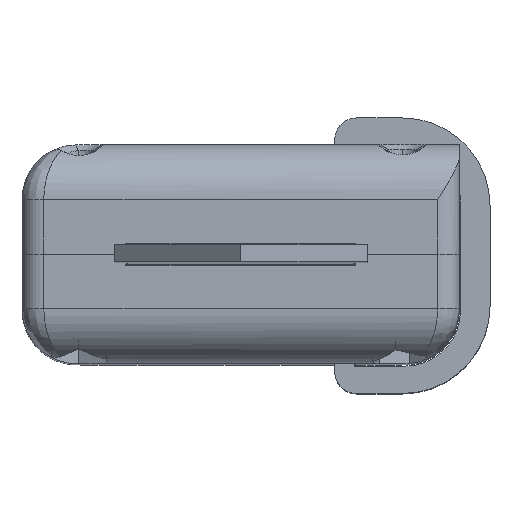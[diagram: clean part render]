
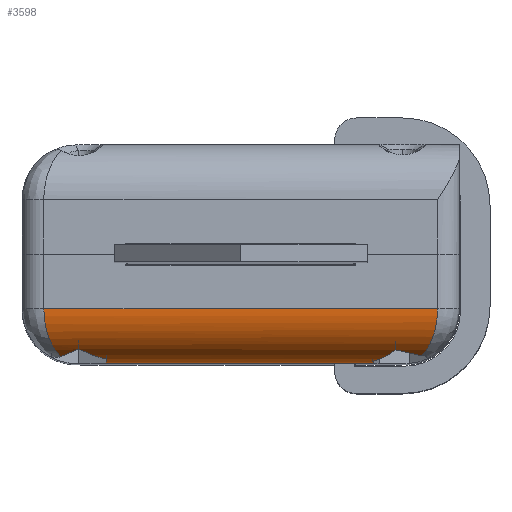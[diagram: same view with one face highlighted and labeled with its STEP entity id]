
A CAD part, top view. The second image highlights one B-rep face of the part: STEP entity #3598.
In plain terms, the highlighted cylindrical face has radius 5 mm (diameter 10 mm), a partial arc.
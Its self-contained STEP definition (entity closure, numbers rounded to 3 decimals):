
#214 = VERTEX_POINT ( 'NONE', #6374 ) ;
#424 =( BOUNDED_CURVE ( )  B_SPLINE_CURVE ( 3, ( #5009, #494, #2047, #3613 ),
 .UNSPECIFIED., .F., .F. ) 
 B_SPLINE_CURVE_WITH_KNOTS ( ( 4, 4 ),
 ( 1.3, 1.571 ),
 .UNSPECIFIED. ) 
 CURVE ( )  GEOMETRIC_REPRESENTATION_ITEM ( )  RATIONAL_B_SPLINE_CURVE ( ( 1., 0.994, 0.994, 1. ) ) 
 REPRESENTATION_ITEM ( '' )  );
#462 = VERTEX_POINT ( 'NONE', #4908 ) ;
#494 = CARTESIAN_POINT ( 'NONE',  ( 12.139, 0.061, 35.901 ) ) ;
#584 = VERTEX_POINT ( 'NONE', #9448 ) ;
#619 = VERTEX_POINT ( 'NONE', #7269 ) ;
#637 = CARTESIAN_POINT ( 'NONE',  ( -16.458, 0.63, 37.43 ) ) ;
#726 = EDGE_LOOP ( 'NONE', ( #7988, #1870, #7995, #3661, #9120, #2508, #1050, #5832, #2684, #6755 ) ) ;
#824 = CARTESIAN_POINT ( 'NONE',  ( 15.695, 0.874, 37.841 ) ) ;
#848 = AXIS2_PLACEMENT_3D ( 'NONE', #6216, #7720, #4000 ) ;
#952 = CARTESIAN_POINT ( 'NONE',  ( 18., 5., 40. ) ) ;
#996 =( BOUNDED_CURVE ( )  B_SPLINE_CURVE ( 3, ( #6689, #7532, #6062, #5301 ),
 .UNSPECIFIED., .F., .F. ) 
 B_SPLINE_CURVE_WITH_KNOTS ( ( 4, 4 ),
 ( 3.989, 4.442 ),
 .UNSPECIFIED. ) 
 CURVE ( )  GEOMETRIC_REPRESENTATION_ITEM ( )  RATIONAL_B_SPLINE_CURVE ( ( 1., 0.983, 0.983, 1. ) ) 
 REPRESENTATION_ITEM ( '' )  );
#1023 = CARTESIAN_POINT ( 'NONE',  ( -17.434, 1.534, 39.056 ) ) ;
#1050 = ORIENTED_EDGE ( 'NONE', *, *, #6665, .F. ) ;
#1699 = CARTESIAN_POINT ( 'NONE',  ( 12.349, 0., 35. ) ) ;
#1714 = CARTESIAN_POINT ( 'NONE',  ( 14.143, 1.253, 38.311 ) ) ;
#1870 = ORIENTED_EDGE ( 'NONE', *, *, #2680, .T. ) ;
#1891 = VERTEX_POINT ( 'NONE', #1714 ) ;
#2047 = CARTESIAN_POINT ( 'NONE',  ( 12.244, 0., 35.452 ) ) ;
#2433 = CARTESIAN_POINT ( 'NONE',  ( 18., 3.206, 40. ) ) ;
#2508 = ORIENTED_EDGE ( 'NONE', *, *, #6942, .F. ) ;
#2680 = EDGE_CURVE ( 'NONE', #214, #5368, #6958, .T. ) ;
#2684 = ORIENTED_EDGE ( 'NONE', *, *, #4754, .F. ) ;
#3062 =( BOUNDED_CURVE ( )  B_SPLINE_CURVE ( 3, ( #9788, #824, #3777, #6784 ),
 .UNSPECIFIED., .F., .F. ) 
 B_SPLINE_CURVE_WITH_KNOTS ( ( 4, 4 ),
 ( 5.255, 5.436 ),
 .UNSPECIFIED. ) 
 CURVE ( )  GEOMETRIC_REPRESENTATION_ITEM ( )  RATIONAL_B_SPLINE_CURVE ( ( 1., 0.997, 0.997, 1. ) ) 
 REPRESENTATION_ITEM ( '' )  );
#3068 = CARTESIAN_POINT ( 'NONE',  ( -18., 5., 40. ) ) ;
#3254 = CYLINDRICAL_SURFACE ( 'NONE', #9031, 5. ) ;
#3282 = DIRECTION ( 'NONE',  ( -1., 0., 0. ) ) ;
#3598 = ADVANCED_FACE ( 'NONE', ( #4685 ), #3254, .T. ) ;
#3613 = CARTESIAN_POINT ( 'NONE',  ( 12.349, 0., 35. ) ) ;
#3661 = ORIENTED_EDGE ( 'NONE', *, *, #9021, .T. ) ;
#3684 = CARTESIAN_POINT ( 'NONE',  ( -14.8, 1.322, 38.387 ) ) ;
#3777 = CARTESIAN_POINT ( 'NONE',  ( 14.891, 1.053, 38.085 ) ) ;
#3976 = CARTESIAN_POINT ( 'NONE',  ( 17.471, 1.645, 39.118 ) ) ;
#4000 = DIRECTION ( 'NONE',  ( 0., 0., -1. ) ) ;
#4024 = VECTOR ( 'NONE', #5761, 1000. ) ;
#4106 = CARTESIAN_POINT ( 'NONE',  ( -18., 5., 40. ) ) ;
#4246 = CARTESIAN_POINT ( 'NONE',  ( -16.458, 0.63, 37.43 ) ) ;
#4270 = CARTESIAN_POINT ( 'NONE',  ( 20., 5., 40. ) ) ;
#4398 = VERTEX_POINT ( 'NONE', #1699 ) ;
#4434 = VERTEX_POINT ( 'NONE', #5530 ) ;
#4685 = FACE_OUTER_BOUND ( 'NONE', #726, .T. ) ;
#4719 = CARTESIAN_POINT ( 'NONE',  ( -20., 5., 35. ) ) ;
#4754 = EDGE_CURVE ( 'NONE', #4434, #4398, #424, .T. ) ;
#4806 = CARTESIAN_POINT ( 'NONE',  ( -18., 3.139, 40. ) ) ;
#4908 = CARTESIAN_POINT ( 'NONE',  ( -12.3, 0.393, 36.943 ) ) ;
#5009 = CARTESIAN_POINT ( 'NONE',  ( 12.037, 0.182, 36.337 ) ) ;
#5196 = CARTESIAN_POINT ( 'NONE',  ( -13.222, 0.618, 37.476 ) ) ;
#5259 =( BOUNDED_CURVE ( )  B_SPLINE_CURVE ( 3, ( #3684, #8268, #6002, #637 ),
 .UNSPECIFIED., .F., .F. ) 
 B_SPLINE_CURVE_WITH_KNOTS ( ( 4, 4 ),
 ( 3.968, 4.205 ),
 .UNSPECIFIED. ) 
 CURVE ( )  GEOMETRIC_REPRESENTATION_ITEM ( )  RATIONAL_B_SPLINE_CURVE ( ( 1., 0.995, 0.995, 1. ) ) 
 REPRESENTATION_ITEM ( '' )  );
#5301 = CARTESIAN_POINT ( 'NONE',  ( 12.037, 0.182, 36.337 ) ) ;
#5368 = VERTEX_POINT ( 'NONE', #9441 ) ;
#5530 = CARTESIAN_POINT ( 'NONE',  ( 12.037, 0.182, 36.337 ) ) ;
#5621 = EDGE_CURVE ( 'NONE', #214, #1891, #3062, .T. ) ;
#5761 = DIRECTION ( 'NONE',  ( 1., 0., 0. ) ) ;
#5832 = ORIENTED_EDGE ( 'NONE', *, *, #7161, .F. ) ;
#5969 = CARTESIAN_POINT ( 'NONE',  ( -14.8, 1.322, 38.387 ) ) ;
#6002 = CARTESIAN_POINT ( 'NONE',  ( -15.859, 0.822, 37.775 ) ) ;
#6043 = LINE ( 'NONE', #4270, #4024 ) ;
#6059 = CARTESIAN_POINT ( 'NONE',  ( -14.064, 0.93, 37.962 ) ) ;
#6062 = CARTESIAN_POINT ( 'NONE',  ( 12.82, 0.386, 37.071 ) ) ;
#6216 = CARTESIAN_POINT ( 'NONE',  ( -12.3, 5., 35. ) ) ;
#6230 = CARTESIAN_POINT ( 'NONE',  ( -20., 0., 35. ) ) ;
#6374 = CARTESIAN_POINT ( 'NONE',  ( 16.549, 0.718, 37.582 ) ) ;
#6665 = EDGE_CURVE ( 'NONE', #619, #462, #7195, .T. ) ;
#6689 = CARTESIAN_POINT ( 'NONE',  ( 14.143, 1.253, 38.311 ) ) ;
#6755 = ORIENTED_EDGE ( 'NONE', *, *, #8863, .F. ) ;
#6784 = CARTESIAN_POINT ( 'NONE',  ( 14.143, 1.253, 38.311 ) ) ;
#6942 = EDGE_CURVE ( 'NONE', #462, #584, #8639, .T. ) ;
#6958 =( BOUNDED_CURVE ( )  B_SPLINE_CURVE ( 3, ( #7692, #3976, #2433, #952 ),
 .UNSPECIFIED., .F., .F. ) 
 B_SPLINE_CURVE_WITH_KNOTS ( ( 4, 4 ),
 ( 5.255, 6.283 ),
 .UNSPECIFIED. ) 
 CURVE ( )  GEOMETRIC_REPRESENTATION_ITEM ( )  RATIONAL_B_SPLINE_CURVE ( ( 1., 0.914, 0.914, 1. ) ) 
 REPRESENTATION_ITEM ( '' )  );
#7092 = VERTEX_POINT ( 'NONE', #9180 ) ;
#7161 = EDGE_CURVE ( 'NONE', #4398, #619, #8760, .T. ) ;
#7195 = CIRCLE ( 'NONE', #848, 5. ) ;
#7240 = EDGE_CURVE ( 'NONE', #9268, #5368, #6043, .T. ) ;
#7269 = CARTESIAN_POINT ( 'NONE',  ( -12.3, 0., 35. ) ) ;
#7532 = CARTESIAN_POINT ( 'NONE',  ( 13.534, 0.749, 37.74 ) ) ;
#7692 = CARTESIAN_POINT ( 'NONE',  ( 16.549, 0.718, 37.582 ) ) ;
#7720 = DIRECTION ( 'NONE',  ( -1., 0., 0. ) ) ;
#7988 = ORIENTED_EDGE ( 'NONE', *, *, #5621, .F. ) ;
#7995 = ORIENTED_EDGE ( 'NONE', *, *, #7240, .F. ) ;
#8268 = CARTESIAN_POINT ( 'NONE',  ( -15.304, 1.054, 38.096 ) ) ;
#8343 =( BOUNDED_CURVE ( )  B_SPLINE_CURVE ( 3, ( #4106, #4806, #1023, #4246 ),
 .UNSPECIFIED., .F., .F. ) 
 B_SPLINE_CURVE_WITH_KNOTS ( ( 4, 4 ),
 ( 0., 1.063 ),
 .UNSPECIFIED. ) 
 CURVE ( )  GEOMETRIC_REPRESENTATION_ITEM ( )  RATIONAL_B_SPLINE_CURVE ( ( 1., 0.908, 0.908, 1. ) ) 
 REPRESENTATION_ITEM ( '' )  );
#8613 = DIRECTION ( 'NONE',  ( -1., 0., 0. ) ) ;
#8639 =( BOUNDED_CURVE ( )  B_SPLINE_CURVE ( 3, ( #9780, #5196, #6059, #5969 ),
 .UNSPECIFIED., .F., .F. ) 
 B_SPLINE_CURVE_WITH_KNOTS ( ( 4, 4 ),
 ( 5.112, 5.457 ),
 .UNSPECIFIED. ) 
 CURVE ( )  GEOMETRIC_REPRESENTATION_ITEM ( )  RATIONAL_B_SPLINE_CURVE ( ( 1., 0.99, 0.99, 1. ) ) 
 REPRESENTATION_ITEM ( '' )  );
#8760 = LINE ( 'NONE', #6230, #9110 ) ;
#8849 = EDGE_CURVE ( 'NONE', #584, #7092, #5259, .T. ) ;
#8863 = EDGE_CURVE ( 'NONE', #1891, #4434, #996, .T. ) ;
#9021 = EDGE_CURVE ( 'NONE', #9268, #7092, #8343, .T. ) ;
#9031 = AXIS2_PLACEMENT_3D ( 'NONE', #4719, #3282, #9474 ) ;
#9110 = VECTOR ( 'NONE', #8613, 1000. ) ;
#9120 = ORIENTED_EDGE ( 'NONE', *, *, #8849, .F. ) ;
#9180 = CARTESIAN_POINT ( 'NONE',  ( -16.458, 0.63, 37.43 ) ) ;
#9268 = VERTEX_POINT ( 'NONE', #3068 ) ;
#9441 = CARTESIAN_POINT ( 'NONE',  ( 18., 5., 40. ) ) ;
#9448 = CARTESIAN_POINT ( 'NONE',  ( -14.8, 1.322, 38.387 ) ) ;
#9474 = DIRECTION ( 'NONE',  ( 0., 0., 1. ) ) ;
#9780 = CARTESIAN_POINT ( 'NONE',  ( -12.3, 0.393, 36.943 ) ) ;
#9788 = CARTESIAN_POINT ( 'NONE',  ( 16.549, 0.718, 37.582 ) ) ;
